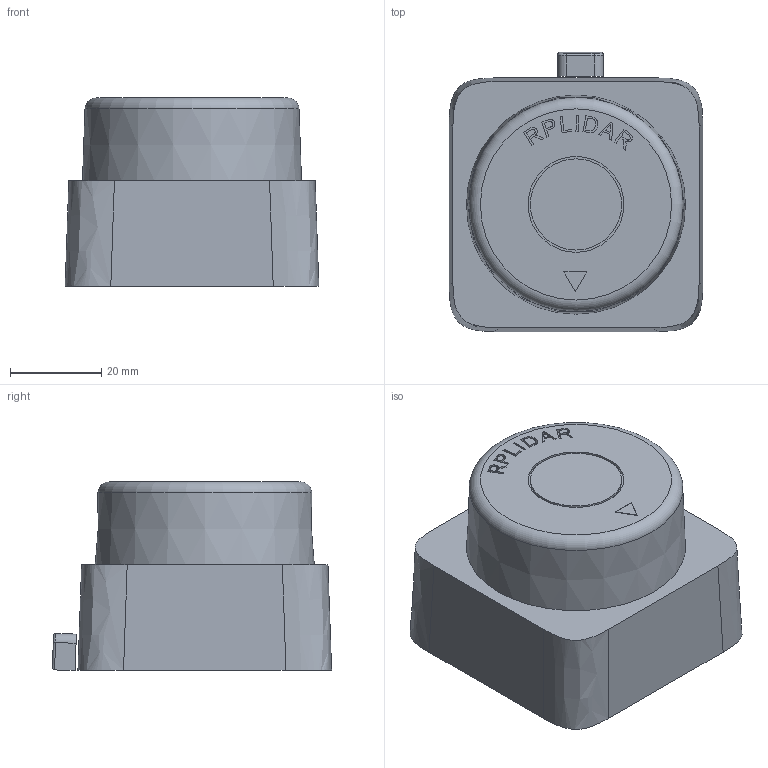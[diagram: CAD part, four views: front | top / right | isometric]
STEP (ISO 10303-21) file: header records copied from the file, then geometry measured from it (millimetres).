
FILE_DESCRIPTION(/* description */ (''),/* implementation_level */ '2;1');
FILE_NAME(/* name */ 'slamtec rplidar c1.step',/* time_stamp */ '2024-04-13T09:47:21+10:00',/* author */ (''),/* organization */ (''),/* preprocessor_version */ 'ST-DEVELOPER v20',/* originating_system */ 'Autodesk Translation Framework v12.20.1.177',/* authorisation */ '');
FILE_SCHEMA (('AUTOMOTIVE_DESIGN { 1 0 10303 214 3 1 1 }'));
Length unit declared in the file: millimetre
Products named in the file (1): slamtec rplidar c1
Bounding box: 55.6 x 61.2 x 41.47 mm (x, y, z)
Volume: 100459.7 mm3; surface area: 13648.5 mm2
Topology: 2 solids, 2 shells, 165 faces, 428 edges, 283 vertices
Faces by surface type: plane 88, bspline 65, cylinder 8, torus 3, cone 1
Full cylindrical faces by diameter (mm): 20 x1, 21 x1
Entity records: 5787 total; most frequent: CARTESIAN_POINT 2150, ORIENTED_EDGE 856, DIRECTION 512, EDGE_CURVE 428, VERTEX_POINT 283, LINE 270, VECTOR 270, EDGE_LOOP 181
